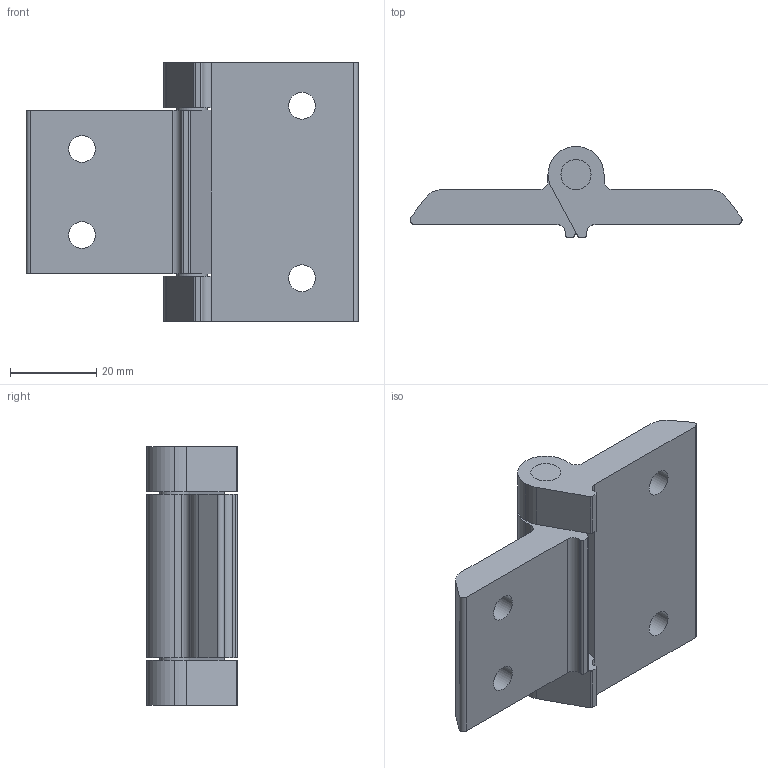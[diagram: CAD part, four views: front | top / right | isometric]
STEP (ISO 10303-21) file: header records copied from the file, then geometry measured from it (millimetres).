
FILE_DESCRIPTION((''),'2;1');
FILE_NAME('AR3056.stp','2016-06-24T15:54:58',('Konstruktor II'),(''),'Autodesk Inventor 2013','Autodesk Inventor 2013','');
FILE_SCHEMA(('AUTOMOTIVE_DESIGN { 1 0 10303 214 1 1 1 1 }'));
Length unit declared in the file: millimetre
Products named in the file (4): AR3056; AR3056 1; AR3056 2; AR3056 3
Assembly tree (3 placements, depth 2):
  AR3056
    AR3056 1
    AR3056 2
    AR3056 3
Bounding box: 77 x 21 x 60 mm (x, y, z)
Volume: 33861.3 mm3; surface area: 14798.7 mm2
Topology: 3 solids, 3 shells, 64 faces, 176 edges, 114 vertices
Faces by surface type: cylinder 33, plane 27, cone 4
Full cylindrical faces by diameter (mm): 6.2 x4, 7 x4, 11 x4
Entity records: 2043 total; most frequent: DIRECTION 362, CARTESIAN_POINT 329, ORIENTED_EDGE 304, EDGE_CURVE 152, AXIS2_PLACEMENT_3D 139, VERTEX_POINT 106, EDGE_LOOP 90, VECTOR 84
